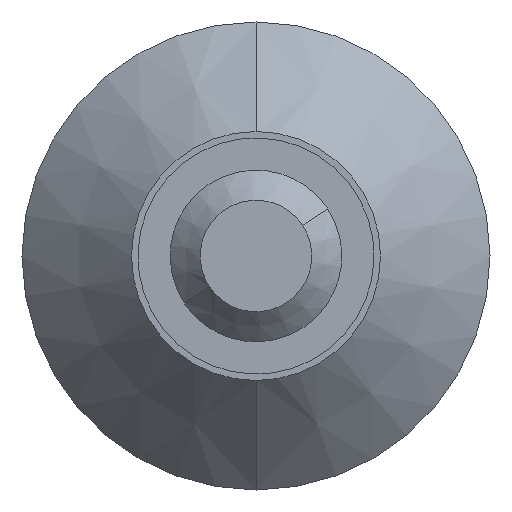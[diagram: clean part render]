
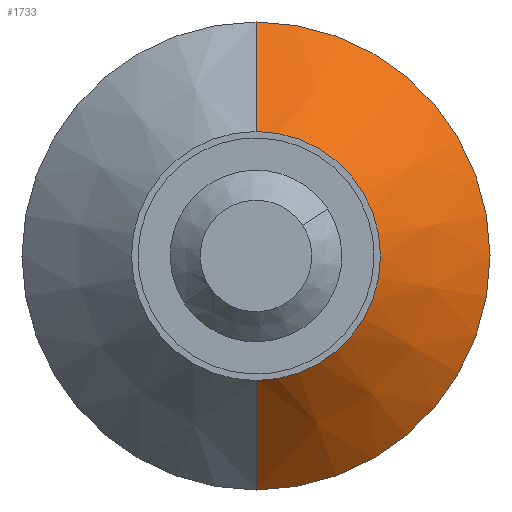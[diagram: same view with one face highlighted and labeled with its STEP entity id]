
A CAD part, front view. The second image highlights one B-rep face of the part: STEP entity #1733.
In plain terms, the highlighted conical face has half-angle 45 degrees and reference radius 5.8 mm.
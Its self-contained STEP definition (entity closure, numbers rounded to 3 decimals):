
#15 = VERTEX_POINT ( 'NONE', #1076 ) ;
#36 = AXIS2_PLACEMENT_3D ( 'NONE', #168, #998, #713 ) ;
#39 = CARTESIAN_POINT ( 'NONE',  ( 0., -1., 5.8 ) ) ;
#50 = EDGE_LOOP ( 'NONE', ( #1310, #762, #217, #1621 ) ) ;
#53 = CARTESIAN_POINT ( 'NONE',  ( 0., -1., -5.8 ) ) ;
#129 = DIRECTION ( 'NONE',  ( 0., 1., 0. ) ) ;
#168 = CARTESIAN_POINT ( 'NONE',  ( 0., -1., 0. ) ) ;
#217 = ORIENTED_EDGE ( 'NONE', *, *, #1703, .F. ) ;
#317 = DIRECTION ( 'NONE',  ( 0., 0.707, -0.707 ) ) ;
#371 = CIRCLE ( 'NONE', #36, 5.8 ) ;
#543 = DIRECTION ( 'NONE',  ( 0., 1., 0. ) ) ;
#593 = CARTESIAN_POINT ( 'NONE',  ( 0., -1., -5.8 ) ) ;
#687 = FACE_OUTER_BOUND ( 'NONE', #50, .T. ) ;
#698 = CIRCLE ( 'NONE', #1740, 10.9 ) ;
#713 = DIRECTION ( 'NONE',  ( 0., 0., 1. ) ) ;
#727 = LINE ( 'NONE', #39, #1645 ) ;
#762 = ORIENTED_EDGE ( 'NONE', *, *, #1002, .T. ) ;
#793 = VECTOR ( 'NONE', #317, 1000. ) ;
#868 = CARTESIAN_POINT ( 'NONE',  ( 0., -1., 5.8 ) ) ;
#875 = DIRECTION ( 'NONE',  ( 0., 0.707, 0.707 ) ) ;
#876 = AXIS2_PLACEMENT_3D ( 'NONE', #1676, #543, #1272 ) ;
#918 = EDGE_CURVE ( 'NONE', #1200, #1189, #371, .T. ) ;
#956 = VERTEX_POINT ( 'NONE', #1032 ) ;
#992 = LINE ( 'NONE', #593, #793 ) ;
#998 = DIRECTION ( 'NONE',  ( 0., 1., 0. ) ) ;
#1002 = EDGE_CURVE ( 'NONE', #1189, #15, #992, .T. ) ;
#1032 = CARTESIAN_POINT ( 'NONE',  ( 0., 4.1, 10.9 ) ) ;
#1076 = CARTESIAN_POINT ( 'NONE',  ( 0., 4.1, -10.9 ) ) ;
#1189 = VERTEX_POINT ( 'NONE', #53 ) ;
#1200 = VERTEX_POINT ( 'NONE', #868 ) ;
#1272 = DIRECTION ( 'NONE',  ( 0., 0., 1. ) ) ;
#1310 = ORIENTED_EDGE ( 'NONE', *, *, #918, .T. ) ;
#1332 = EDGE_CURVE ( 'NONE', #1200, #956, #727, .T. ) ;
#1418 = CARTESIAN_POINT ( 'NONE',  ( 0., 4.1, 0. ) ) ;
#1536 = DIRECTION ( 'NONE',  ( 0., 0., 1. ) ) ;
#1621 = ORIENTED_EDGE ( 'NONE', *, *, #1332, .F. ) ;
#1645 = VECTOR ( 'NONE', #875, 1000. ) ;
#1670 = CONICAL_SURFACE ( 'NONE', #876, 5.8, 0.785 ) ;
#1676 = CARTESIAN_POINT ( 'NONE',  ( 0., -1., 0. ) ) ;
#1703 = EDGE_CURVE ( 'NONE', #956, #15, #698, .T. ) ;
#1733 = ADVANCED_FACE ( 'NONE', ( #687 ), #1670, .T. ) ;
#1740 = AXIS2_PLACEMENT_3D ( 'NONE', #1418, #129, #1536 ) ;
